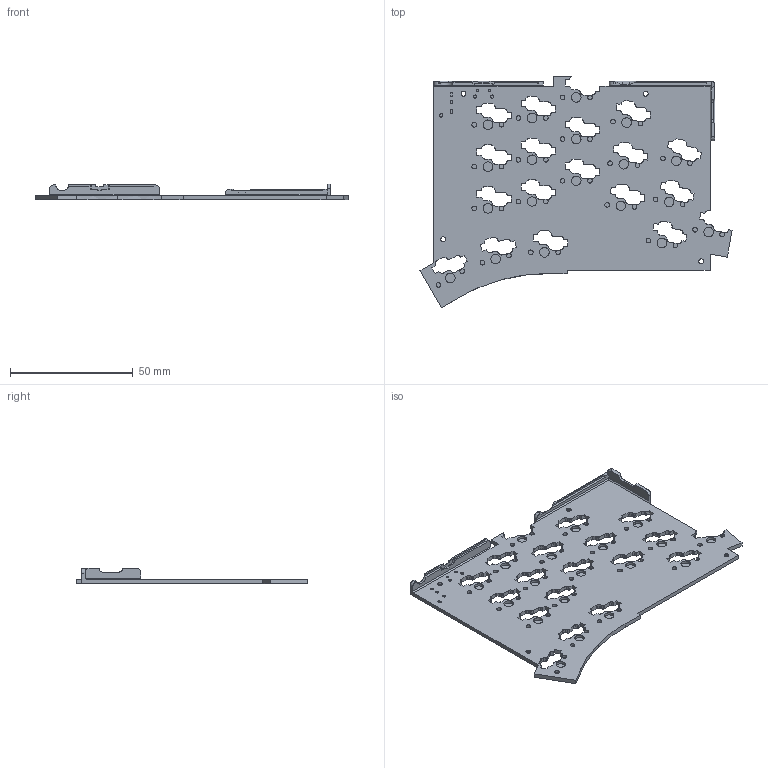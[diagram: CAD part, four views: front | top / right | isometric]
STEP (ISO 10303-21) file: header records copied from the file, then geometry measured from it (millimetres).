
FILE_DESCRIPTION(/* description */ (''),/* implementation_level */ '2;1');
FILE_NAME(/* name */ 'TOTEM_case_ble_bottom_R_V.08 v2.step',/* time_stamp */ '2024-12-28T19:13:51+01:00',/* author */ (''),/* organization */ (''),/* preprocessor_version */ 'ST-DEVELOPER v20',/* originating_system */ 'Autodesk Translation Framework v13.20.0.188',/* authorisation */ '');
FILE_SCHEMA (('AUTOMOTIVE_DESIGN { 1 0 10303 214 3 1 1 }'));
Length unit declared in the file: millimetre
Products named in the file (1): TOTEM case_v08_7mm_keeb_usb
Bounding box: 127.21 x 94.46 x 6.39 mm (x, y, z)
Volume: 13407.8 mm3; surface area: 18994.3 mm2
Topology: 1 solids, 1 shells, 922 faces, 2586 edges, 1716 vertices
Faces by surface type: plane 470, bspline 348, cylinder 93, cone 11
Full cylindrical faces by diameter (mm): 1 x2, 1.3 x2, 1.9 x19, 2 x4, 3.9 x19, 4.3 x4, 9 x4
Entity records: 34772 total; most frequent: CARTESIAN_POINT 12935, ORIENTED_EDGE 5172, DIRECTION 3369, EDGE_CURVE 2586, VERTEX_POINT 1716, LINE 1689, VECTOR 1689, EDGE_LOOP 1014
